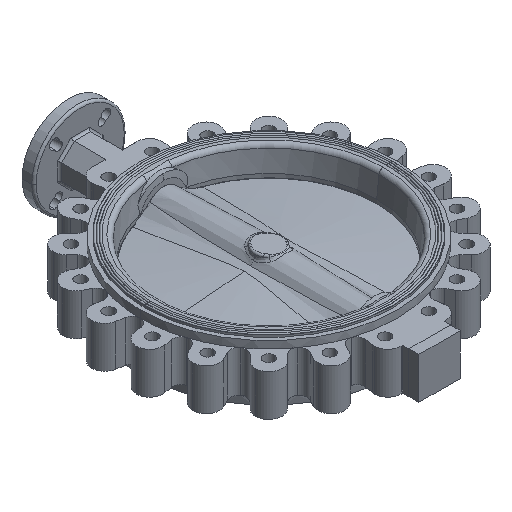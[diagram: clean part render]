
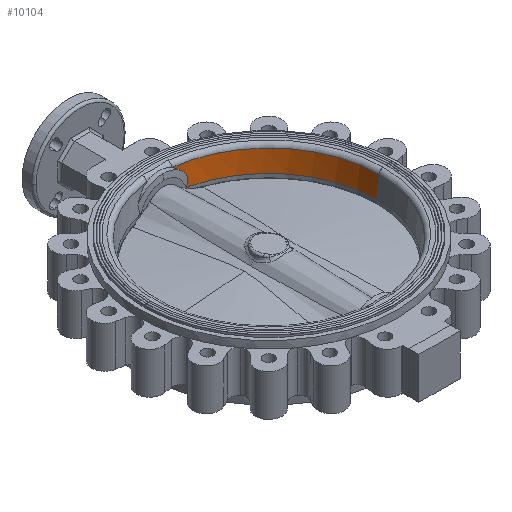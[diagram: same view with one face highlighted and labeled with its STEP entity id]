
A CAD part, isometric view. The second image highlights one B-rep face of the part: STEP entity #10104.
In plain terms, the highlighted conical face has half-angle 6.533 degrees and reference radius 251.099 mm.
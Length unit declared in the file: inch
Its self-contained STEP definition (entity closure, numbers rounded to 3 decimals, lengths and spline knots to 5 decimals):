
#464 = ORIENTED_EDGE ( 'NONE', *, *, #11448, .T. ) ;
#814 = CIRCLE ( 'NONE', #17426, 9.84582 ) ;
#834 = EDGE_CURVE ( 'NONE', #22402, #14024, #19620, .T. ) ;
#890 = CARTESIAN_POINT ( 'NONE',  ( 5.63766, 22.90186, 23.30201 ) ) ;
#1860 = CARTESIAN_POINT ( 'NONE',  ( 6.48588, 22.55046, 21.54509 ) ) ;
#2018 = CARTESIAN_POINT ( 'NONE',  ( 6.57865, 22.57679, 21.94786 ) ) ;
#2208 = VERTEX_POINT ( 'NONE', #1860 ) ;
#2524 = CARTESIAN_POINT ( 'NONE',  ( 6.48588, 22.55046, 21.54509 ) ) ;
#2578 = AXIS2_PLACEMENT_3D ( 'NONE', #3156, #21051, #10617 ) ;
#2632 = CARTESIAN_POINT ( 'NONE',  ( 4.40267, 13.1405, 23.36154 ) ) ;
#3086 = CARTESIAN_POINT ( 'NONE',  ( 6.35535, 22.71543, 22.71668 ) ) ;
#3156 = CARTESIAN_POINT ( 'NONE',  ( 4.40267, 13.1405, 21.54509 ) ) ;
#3229 = FACE_OUTER_BOUND ( 'NONE', #5710, .T. ) ;
#3309 = AXIS2_PLACEMENT_3D ( 'NONE', #7401, #19574, #5708 ) ;
#3351 = CARTESIAN_POINT ( 'NONE',  ( 4.40267, 13.1405, 21.54509 ) ) ;
#3472 = DIRECTION ( 'NONE',  ( -1., 0., 0. ) ) ;
#4549 = EDGE_CURVE ( 'NONE', #15021, #24650, #814, .T. ) ;
#4648 = CARTESIAN_POINT ( 'NONE',  ( 5.7648, 22.87614, 23.2268 ) ) ;
#4773 = CARTESIAN_POINT ( 'NONE',  ( 5.91458, 22.8424, 23.12599 ) ) ;
#5035 = CARTESIAN_POINT ( 'NONE',  ( 6.42188, 22.69199, 22.6347 ) ) ;
#5275 = CARTESIAN_POINT ( 'NONE',  ( 6.57992, 22.63167, 22.41523 ) ) ;
#5444 = ORIENTED_EDGE ( 'NONE', *, *, #4549, .T. ) ;
#5480 = EDGE_CURVE ( 'NONE', #23033, #2208, #16142, .T. ) ;
#5548 = CARTESIAN_POINT ( 'NONE',  ( 6.11682, 22.7894, 22.96111 ) ) ;
#5642 = CARTESIAN_POINT ( 'NONE',  ( 6.61566, 22.59054, 22.13789 ) ) ;
#5708 = DIRECTION ( 'NONE',  ( 1., 0., 0. ) ) ;
#5710 = EDGE_LOOP ( 'NONE', ( #6398, #14725, #5444, #464, #16207, #23720 ) ) ;
#6045 = CARTESIAN_POINT ( 'NONE',  ( 6.57397, 22.57519, 21.92509 ) ) ;
#6366 = CARTESIAN_POINT ( 'NONE',  ( 5.72274, 22.88486, 23.25242 ) ) ;
#6398 = ORIENTED_EDGE ( 'NONE', *, *, #834, .T. ) ;
#6553 = DIRECTION ( 'NONE',  ( 0.114, 0., 0.994 ) ) ;
#6715 = CIRCLE ( 'NONE', #2578, 9.6378 ) ;
#6750 = CARTESIAN_POINT ( 'NONE',  ( 5.81306, 22.86559, 23.19547 ) ) ;
#7140 = DIRECTION ( 'NONE',  ( 0., 0., 1. ) ) ;
#7377 = CARTESIAN_POINT ( 'NONE',  ( 6.32329, 22.72618, 22.75336 ) ) ;
#7401 = CARTESIAN_POINT ( 'NONE',  ( 4.40267, 13.1405, 23.71045 ) ) ;
#7516 = CARTESIAN_POINT ( 'NONE',  ( 6.4068, 22.69739, 22.65377 ) ) ;
#8116 = CARTESIAN_POINT ( 'NONE',  ( 6.54608, 22.56577, 21.79033 ) ) ;
#8333 = CONICAL_SURFACE ( 'NONE', #3309, 9.88578, 0.114 ) ;
#8382 = B_SPLINE_CURVE_WITH_KNOTS ( 'NONE', 3,
 ( #24372, #16865, #890, #6366, #4648, #6750, #14688, #14301, #22556, #4773, #12726, #10804, #18690, #5548, #11544, #11044, #17379, #25146, #7377, #3086, #25286, #7516, #15308, #5035, #19424, #5275, #11419 ),
 .UNSPECIFIED., .F., .F.,
 ( 4, 2, 1, 1, 2, 2, 2, 1, 2, 2, 2, 1, 1, 2, 2, 4 ),
 ( 0., 0.125, 0.1875, 0.21875, 0.23438, 0.25, 0.375, 0.4375, 0.46875, 0.5, 0.625, 0.6875, 0.71875, 0.73438, 0.75, 1. ),
 .UNSPECIFIED. ) ;
#8511 = LINE ( 'NONE', #14630, #25008 ) ;
#8658 = CARTESIAN_POINT ( 'NONE',  ( 6.64365, 22.6031, 22.30077 ) ) ;
#9967 = CARTESIAN_POINT ( 'NONE',  ( 6.57358, 22.57506, 21.9232 ) ) ;
#10104 = ADVANCED_FACE ( 'NONE', ( #3229 ), #8333, .F. ) ;
#10617 = DIRECTION ( 'NONE',  ( -1., 0., 0. ) ) ;
#10804 = CARTESIAN_POINT ( 'NONE',  ( 6.04286, 22.80972, 23.02525 ) ) ;
#11044 = CARTESIAN_POINT ( 'NONE',  ( 6.153, 22.77904, 22.92797 ) ) ;
#11248 = CARTESIAN_POINT ( 'NONE',  ( 14.24849, 13.1405, 23.36154 ) ) ;
#11419 = CARTESIAN_POINT ( 'NONE',  ( 6.64365, 22.6031, 22.30077 ) ) ;
#11448 = EDGE_CURVE ( 'NONE', #24650, #23033, #8382, .T. ) ;
#11544 = CARTESIAN_POINT ( 'NONE',  ( 6.14098, 22.78251, 22.93912 ) ) ;
#12027 = CARTESIAN_POINT ( 'NONE',  ( 6.57592, 22.57585, 21.93456 ) ) ;
#12726 = CARTESIAN_POINT ( 'NONE',  ( 5.96684, 22.82956, 23.08686 ) ) ;
#13844 = CARTESIAN_POINT ( 'NONE',  ( 6.59477, 22.58253, 22.0284 ) ) ;
#14024 = VERTEX_POINT ( 'NONE', #23218 ) ;
#14301 = CARTESIAN_POINT ( 'NONE',  ( 5.84719, 22.8579, 23.17251 ) ) ;
#14529 = CARTESIAN_POINT ( 'NONE',  ( 5.52048, 22.92267, 23.36154 ) ) ;
#14630 = CARTESIAN_POINT ( 'NONE',  ( 14.28845, 13.1405, 23.71045 ) ) ;
#14688 = CARTESIAN_POINT ( 'NONE',  ( 5.83356, 22.86098, 23.18173 ) ) ;
#14705 = AXIS2_PLACEMENT_3D ( 'NONE', #3351, #23467, #3472 ) ;
#14725 = ORIENTED_EDGE ( 'NONE', *, *, #19069, .T. ) ;
#14911 = EDGE_CURVE ( 'NONE', #2208, #22402, #6715, .T. ) ;
#15021 = VERTEX_POINT ( 'NONE', #11248 ) ;
#15308 = CARTESIAN_POINT ( 'NONE',  ( 6.41691, 22.69378, 22.64103 ) ) ;
#15910 = CARTESIAN_POINT ( 'NONE',  ( 6.63269, 22.59793, 22.2348 ) ) ;
#16032 = CARTESIAN_POINT ( 'NONE',  ( 6.51698, 22.55763, 21.66492 ) ) ;
#16142 = B_SPLINE_CURVE_WITH_KNOTS ( 'NONE', 3,
 ( #21842, #15910, #5642, #13844, #21719, #2018, #12027, #23805, #6045, #9967, #17865, #8116, #16032, #2524 ),
 .UNSPECIFIED., .F., .F.,
 ( 4, 1, 1, 1, 1, 1, 1, 2, 2, 4 ),
 ( 0., 0.25, 0.375, 0.4375, 0.46875, 0.48438, 0.49219, 0.49609, 0.5, 1. ),
 .UNSPECIFIED. ) ;
#16207 = ORIENTED_EDGE ( 'NONE', *, *, #5480, .T. ) ;
#16865 = CARTESIAN_POINT ( 'NONE',  ( 5.57969, 22.9126, 23.33287 ) ) ;
#17132 = DIRECTION ( 'NONE',  ( -1., 0., 0. ) ) ;
#17379 = CARTESIAN_POINT ( 'NONE',  ( 6.21225, 22.76168, 22.87195 ) ) ;
#17426 = AXIS2_PLACEMENT_3D ( 'NONE', #2632, #7140, #17132 ) ;
#17865 = CARTESIAN_POINT ( 'NONE',  ( 6.5734, 22.57499, 21.92233 ) ) ;
#18690 = CARTESIAN_POINT ( 'NONE',  ( 6.08028, 22.79966, 22.99373 ) ) ;
#19069 = EDGE_CURVE ( 'NONE', #14024, #15021, #8511, .T. ) ;
#19424 = CARTESIAN_POINT ( 'NONE',  ( 6.50773, 22.66087, 22.52438 ) ) ;
#19574 = DIRECTION ( 'NONE',  ( 0., 0., 1. ) ) ;
#19620 = CIRCLE ( 'NONE', #14705, 9.6378 ) ;
#21051 = DIRECTION ( 'NONE',  ( 0., 0., -1. ) ) ;
#21719 = CARTESIAN_POINT ( 'NONE',  ( 6.58406, 22.57867, 21.97456 ) ) ;
#21842 = CARTESIAN_POINT ( 'NONE',  ( 6.64365, 22.6031, 22.30077 ) ) ;
#22402 = VERTEX_POINT ( 'NONE', #22977 ) ;
#22556 = CARTESIAN_POINT ( 'NONE',  ( 5.85403, 22.85634, 23.16783 ) ) ;
#22977 = CARTESIAN_POINT ( 'NONE',  ( 6.62247, 22.51918, 21.54509 ) ) ;
#23033 = VERTEX_POINT ( 'NONE', #8658 ) ;
#23218 = CARTESIAN_POINT ( 'NONE',  ( 14.04046, 13.1405, 21.54509 ) ) ;
#23467 = DIRECTION ( 'NONE',  ( 0., 0., -1. ) ) ;
#23720 = ORIENTED_EDGE ( 'NONE', *, *, #14911, .T. ) ;
#23805 = CARTESIAN_POINT ( 'NONE',  ( 6.57456, 22.57539, 21.92793 ) ) ;
#24372 = CARTESIAN_POINT ( 'NONE',  ( 5.52048, 22.92267, 23.36154 ) ) ;
#24650 = VERTEX_POINT ( 'NONE', #14529 ) ;
#25008 = VECTOR ( 'NONE', #6553, 39.37008 ) ;
#25146 = CARTESIAN_POINT ( 'NONE',  ( 6.25778, 22.74757, 22.8255 ) ) ;
#25286 = CARTESIAN_POINT ( 'NONE',  ( 6.39155, 22.70281, 22.6728 ) ) ;
